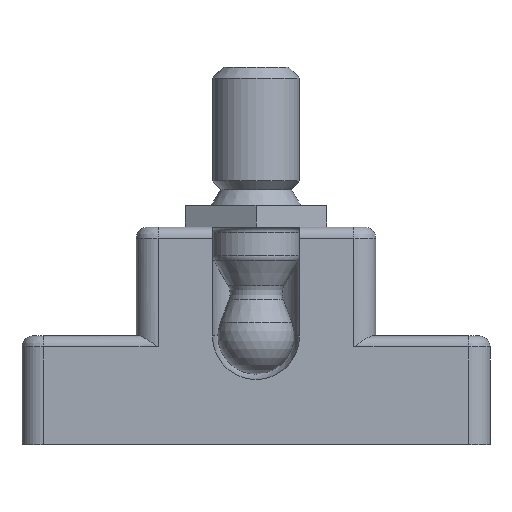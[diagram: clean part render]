
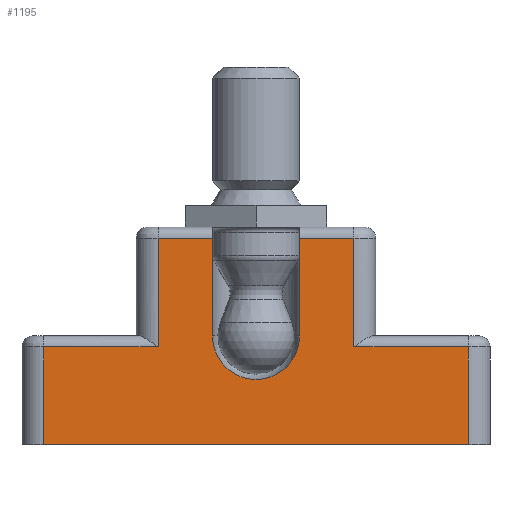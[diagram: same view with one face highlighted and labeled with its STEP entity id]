
A CAD part, front view. The second image highlights one B-rep face of the part: STEP entity #1195.
In plain terms, the highlighted planar face has unit normal (0, -1, 0).
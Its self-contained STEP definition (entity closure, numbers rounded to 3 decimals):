
#29=PLANE('',#1320);
#100=LINE('',#1910,#197);
#103=LINE('',#1930,#200);
#106=LINE('',#1951,#203);
#117=LINE('',#1997,#214);
#118=LINE('',#1998,#215);
#119=LINE('',#2002,#216);
#120=LINE('',#2004,#217);
#121=LINE('',#2005,#218);
#122=LINE('',#2007,#219);
#123=LINE('',#2009,#220);
#124=LINE('',#2010,#221);
#197=VECTOR('',#1473,1.);
#200=VECTOR('',#1480,1.);
#203=VECTOR('',#1489,1.);
#214=VECTOR('',#1528,1.);
#215=VECTOR('',#1529,1.);
#216=VECTOR('',#1532,1.);
#217=VECTOR('',#1533,1.);
#218=VECTOR('',#1534,1.);
#219=VECTOR('',#1535,1.);
#220=VECTOR('',#1536,1.);
#221=VECTOR('',#1537,1.);
#305=FACE_OUTER_BOUND('',#376,.T.);
#376=EDGE_LOOP('',(#884,#885,#886,#887,#888,#889,#890,#891,#892,#893,#894,
#895));
#467=CIRCLE('',#1321,4.);
#527=VERTEX_POINT('',#1907);
#528=VERTEX_POINT('',#1909);
#532=VERTEX_POINT('',#1918);
#533=VERTEX_POINT('',#1929);
#535=VERTEX_POINT('',#1935);
#538=VERTEX_POINT('',#1949);
#559=VERTEX_POINT('',#1996);
#560=VERTEX_POINT('',#1999);
#561=VERTEX_POINT('',#2001);
#562=VERTEX_POINT('',#2003);
#563=VERTEX_POINT('',#2006);
#564=VERTEX_POINT('',#2008);
#650=EDGE_CURVE('',#528,#527,#100,.T.);
#655=EDGE_CURVE('',#533,#532,#103,.T.);
#661=EDGE_CURVE('',#535,#538,#106,.T.);
#684=EDGE_CURVE('',#532,#559,#117,.T.);
#685=EDGE_CURVE('',#559,#528,#118,.T.);
#686=EDGE_CURVE('',#527,#560,#467,.T.);
#687=EDGE_CURVE('',#560,#561,#119,.T.);
#688=EDGE_CURVE('',#561,#562,#120,.T.);
#689=EDGE_CURVE('',#562,#535,#121,.T.);
#690=EDGE_CURVE('',#538,#563,#122,.T.);
#691=EDGE_CURVE('',#563,#564,#123,.T.);
#692=EDGE_CURVE('',#564,#533,#124,.T.);
#884=ORIENTED_EDGE('',*,*,#684,.T.);
#885=ORIENTED_EDGE('',*,*,#685,.T.);
#886=ORIENTED_EDGE('',*,*,#650,.T.);
#887=ORIENTED_EDGE('',*,*,#686,.T.);
#888=ORIENTED_EDGE('',*,*,#687,.T.);
#889=ORIENTED_EDGE('',*,*,#688,.T.);
#890=ORIENTED_EDGE('',*,*,#689,.T.);
#891=ORIENTED_EDGE('',*,*,#661,.T.);
#892=ORIENTED_EDGE('',*,*,#690,.T.);
#893=ORIENTED_EDGE('',*,*,#691,.T.);
#894=ORIENTED_EDGE('',*,*,#692,.T.);
#895=ORIENTED_EDGE('',*,*,#655,.T.);
#1195=ADVANCED_FACE('',(#305),#29,.T.);
#1320=AXIS2_PLACEMENT_3D('',#1995,#1526,#1527);
#1321=AXIS2_PLACEMENT_3D('',#2000,#1530,#1531);
#1473=DIRECTION('',(0.,0.,-1.));
#1480=DIRECTION('',(-1.,0.,0.));
#1489=DIRECTION('',(-1.,0.,0.));
#1526=DIRECTION('center_axis',(0.,-1.,0.));
#1527=DIRECTION('ref_axis',(1.,0.,0.));
#1528=DIRECTION('',(0.,0.,1.));
#1529=DIRECTION('',(-1.,0.,0.));
#1530=DIRECTION('center_axis',(0.,1.,0.));
#1531=DIRECTION('ref_axis',(-1.,0.,0.));
#1532=DIRECTION('',(0.,0.,1.));
#1533=DIRECTION('',(-1.,0.,0.));
#1534=DIRECTION('',(0.,0.,-1.));
#1535=DIRECTION('',(0.,0.,-1.));
#1536=DIRECTION('',(1.,0.,0.));
#1537=DIRECTION('',(0.,0.,1.));
#1907=CARTESIAN_POINT('',(4.,0.,10.));
#1909=CARTESIAN_POINT('',(4.,0.,19.));
#1910=CARTESIAN_POINT('',(4.,0.,9.119));
#1918=CARTESIAN_POINT('',(9.,0.,9.));
#1929=CARTESIAN_POINT('',(19.5,0.,9.));
#1930=CARTESIAN_POINT('',(7.125,0.,9.));
#1935=CARTESIAN_POINT('',(-9.,0.,9.));
#1949=CARTESIAN_POINT('',(-19.5,0.,9.));
#1951=CARTESIAN_POINT('',(-7.125,0.,9.));
#1995=CARTESIAN_POINT('Origin',(0.,0.,8.238));
#1996=CARTESIAN_POINT('',(9.,0.,19.));
#1997=CARTESIAN_POINT('',(9.,0.,9.119));
#1998=CARTESIAN_POINT('',(5.,0.,19.));
#1999=CARTESIAN_POINT('',(-4.,0.,10.));
#2000=CARTESIAN_POINT('Origin',(0.,0.,10.));
#2001=CARTESIAN_POINT('',(-4.,0.,19.));
#2002=CARTESIAN_POINT('',(-4.,0.,15.219));
#2003=CARTESIAN_POINT('',(-9.,0.,19.));
#2004=CARTESIAN_POINT('',(5.,0.,19.));
#2005=CARTESIAN_POINT('',(-9.,0.,14.5));
#2006=CARTESIAN_POINT('',(-19.5,0.,0.));
#2007=CARTESIAN_POINT('',(-19.5,0.,4.5));
#2008=CARTESIAN_POINT('',(19.5,0.,0.));
#2009=CARTESIAN_POINT('',(-21.5,0.,0.));
#2010=CARTESIAN_POINT('',(19.5,0.,4.119));
